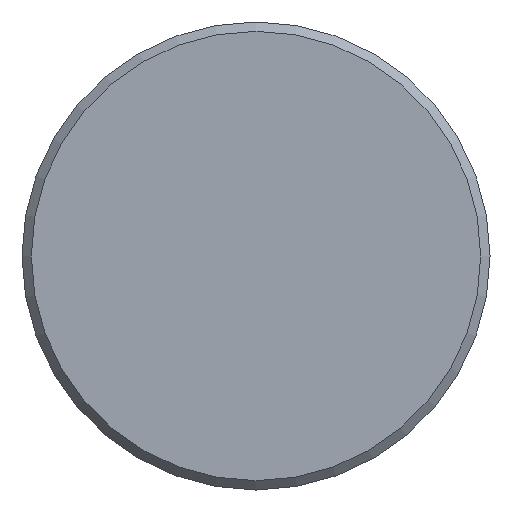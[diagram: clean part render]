
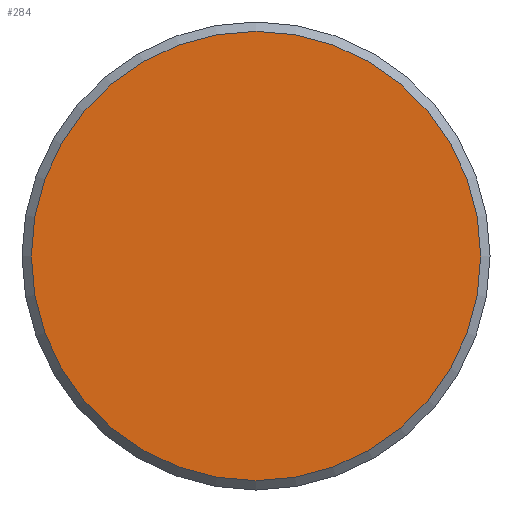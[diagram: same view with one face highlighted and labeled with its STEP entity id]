
A CAD part, front view. The second image highlights one B-rep face of the part: STEP entity #284.
In plain terms, the highlighted planar face has unit normal (0, -1, 0).
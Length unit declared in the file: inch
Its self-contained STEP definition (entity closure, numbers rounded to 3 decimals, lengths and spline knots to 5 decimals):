
#34=PLANE('',#349);
#54=FACE_OUTER_BOUND('',#81,.T.);
#81=EDGE_LOOP('',(#253));
#130=CIRCLE('',#348,0.48);
#152=VERTEX_POINT('',#525);
#185=EDGE_CURVE('',#152,#152,#130,.T.);
#253=ORIENTED_EDGE('',*,*,#185,.F.);
#284=ADVANCED_FACE('',(#54),#34,.F.);
#348=AXIS2_PLACEMENT_3D('',#526,#444,#445);
#349=AXIS2_PLACEMENT_3D('',#528,#447,#448);
#444=DIRECTION('center_axis',(0.,1.,0.));
#445=DIRECTION('ref_axis',(1.,0.,0.));
#447=DIRECTION('center_axis',(0.,1.,0.));
#448=DIRECTION('ref_axis',(1.,0.,0.));
#525=CARTESIAN_POINT('',(-0.48,-2.258,0.));
#526=CARTESIAN_POINT('Origin',(0.,-2.258,0.));
#528=CARTESIAN_POINT('Origin',(0.,-2.258,0.));
